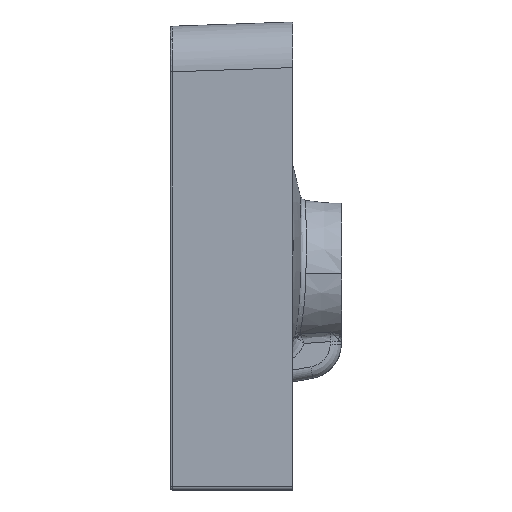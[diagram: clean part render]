
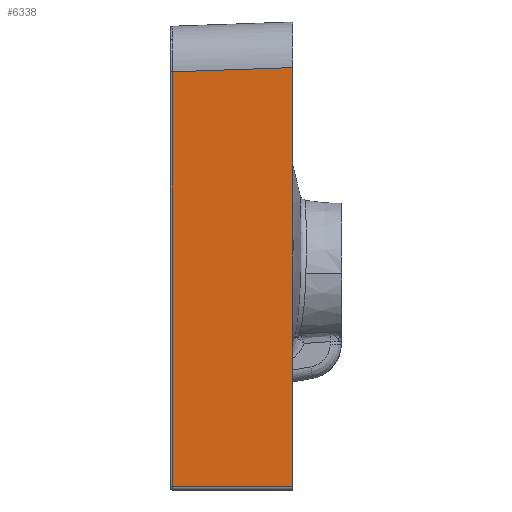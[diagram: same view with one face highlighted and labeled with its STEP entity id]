
A CAD part, left-side view. The second image highlights one B-rep face of the part: STEP entity #6338.
In plain terms, the highlighted planar face has unit normal (-0.999, 0.035, 0).
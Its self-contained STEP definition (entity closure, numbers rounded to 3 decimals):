
#637 = FACE_OUTER_BOUND ( 'NONE', #13455, .T. ) ;
#1043 = LINE ( 'NONE', #15651, #18455 ) ;
#1308 = VECTOR ( 'NONE', #11679, 1000. ) ;
#3173 = CARTESIAN_POINT ( 'NONE',  ( -250., -5., -197. ) ) ;
#3414 = ORIENTED_EDGE ( 'NONE', *, *, #4203, .T. ) ;
#3543 = VERTEX_POINT ( 'NONE', #5011 ) ;
#3635 = CARTESIAN_POINT ( 'NONE',  ( -250., -5., -200. ) ) ;
#3636 = CARTESIAN_POINT ( 'NONE',  ( -250., -5., -197. ) ) ;
#4163 = EDGE_CURVE ( 'NONE', #17121, #3543, #13264, .T. ) ;
#4203 = EDGE_CURVE ( 'NONE', #3543, #8609, #18332, .T. ) ;
#4453 = DIRECTION ( 'NONE',  ( 0.035, 0.999, 0. ) ) ;
#4920 = DIRECTION ( 'NONE',  ( 0., 0., 1. ) ) ;
#5011 = CARTESIAN_POINT ( 'NONE',  ( -250., -5., 161.024 ) ) ;
#5547 = VERTEX_POINT ( 'NONE', #20514 ) ;
#6338 = ADVANCED_FACE ( 'NONE', ( #637 ), #12503, .T. ) ;
#7429 = DIRECTION ( 'NONE',  ( 0.035, 0.999, -0.035 ) ) ;
#7601 = VECTOR ( 'NONE', #4920, 1000. ) ;
#8609 = VERTEX_POINT ( 'NONE', #17638 ) ;
#9892 = LINE ( 'NONE', #3636, #1308 ) ;
#10345 = EDGE_CURVE ( 'NONE', #8609, #5547, #1043, .T. ) ;
#11679 = DIRECTION ( 'NONE',  ( -0.035, -0.999, 0. ) ) ;
#12503 = PLANE ( 'NONE',  #12707 ) ;
#12707 = AXIS2_PLACEMENT_3D ( 'NONE', #15984, #16089, #4453 ) ;
#13264 = LINE ( 'NONE', #3635, #7601 ) ;
#13375 = ORIENTED_EDGE ( 'NONE', *, *, #17884, .T. ) ;
#13455 = EDGE_LOOP ( 'NONE', ( #3414, #16584, #13375, #18631 ) ) ;
#15651 = CARTESIAN_POINT ( 'NONE',  ( -246.401, 98.07, -197. ) ) ;
#15984 = CARTESIAN_POINT ( 'NONE',  ( -250., -5., -200. ) ) ;
#16089 = DIRECTION ( 'NONE',  ( -0.999, 0.035, 0. ) ) ;
#16584 = ORIENTED_EDGE ( 'NONE', *, *, #10345, .T. ) ;
#16948 = CARTESIAN_POINT ( 'NONE',  ( -249.561, 7.577, 160.585 ) ) ;
#17121 = VERTEX_POINT ( 'NONE', #3173 ) ;
#17638 = CARTESIAN_POINT ( 'NONE',  ( -246.401, 98.07, 157.424 ) ) ;
#17884 = EDGE_CURVE ( 'NONE', #5547, #17121, #9892, .T. ) ;
#18332 = LINE ( 'NONE', #16948, #20441 ) ;
#18455 = VECTOR ( 'NONE', #20316, 1000. ) ;
#18631 = ORIENTED_EDGE ( 'NONE', *, *, #4163, .T. ) ;
#20316 = DIRECTION ( 'NONE',  ( 0., 0., -1. ) ) ;
#20441 = VECTOR ( 'NONE', #7429, 1000. ) ;
#20514 = CARTESIAN_POINT ( 'NONE',  ( -246.401, 98.07, -197. ) ) ;
